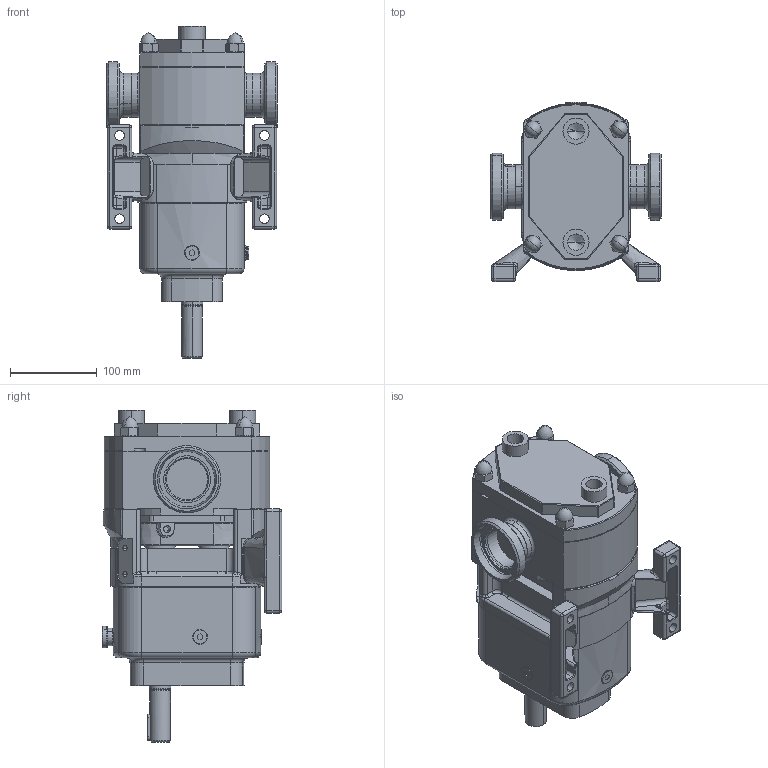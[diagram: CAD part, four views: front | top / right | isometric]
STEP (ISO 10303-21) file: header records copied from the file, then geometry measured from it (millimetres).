
FILE_DESCRIPTION (( 'STEP AP214' ), '1' );
FILE_NAME ('GA3573.STEP', '2024-11-07T16:06:56', ( '' ), ( '' ), 'SwSTEP 2.0', 'SolidWorks 2023', '' );
FILE_SCHEMA (( 'AUTOMOTIVE_DESIGN' ));
Length unit declared in the file: millimetre
Products named in the file (4): Copy of Z94-5031-33 - 2 INCH DIN11851^GA3573; Copy of CP-MP20 Half Inch BSP Jacket^GA3573; GA3573; Copy of CP20-0031-07 H T^GA3573
Assembly tree (4 placements, depth 2):
  GA3573
    Copy of CP20-0031-07 H T^GA3573
    Copy of Z94-5031-33 - 2 INCH DIN11851^GA3573  x2
    Copy of CP-MP20 Half Inch BSP Jacket^GA3573
Bounding box: 196 x 206.69 x 382.59 mm (x, y, z)
Volume: 5470293 mm3; surface area: 364749.8 mm2
Topology: 4 solids, 4 shells, 893 faces, 2182 edges, 1287 vertices
Faces by surface type: cylinder 325, plane 271, cone 93, bspline 84, torus 82, sphere 38
Entity records: 32788 total; most frequent: CARTESIAN_POINT 12975, ORIENTED_EDGE 4168, DIRECTION 4155, EDGE_CURVE 2084, AXIS2_PLACEMENT_3D 1673, VERTEX_POINT 1255, EDGE_LOOP 921, CIRCLE 884
